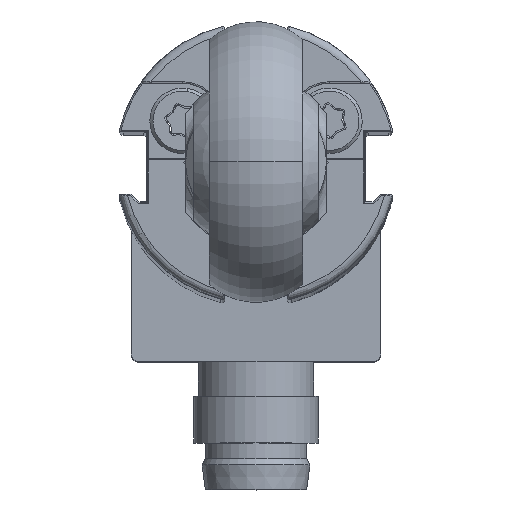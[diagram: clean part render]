
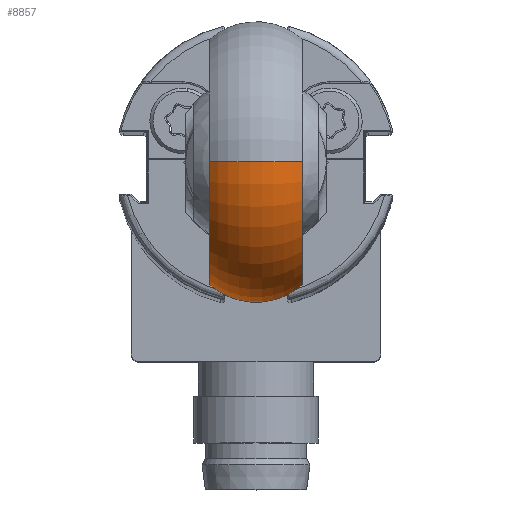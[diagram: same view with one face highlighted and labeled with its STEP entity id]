
A CAD part, top view. The second image highlights one B-rep face of the part: STEP entity #8857.
In plain terms, the highlighted toroidal (fillet/blend) face has major radius 4.5 mm and minor radius 4.5 mm.
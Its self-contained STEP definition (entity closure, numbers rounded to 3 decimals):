
#145 = DIRECTION ( 'NONE',  ( 1., 0., 0. ) ) ;
#154 = ORIENTED_EDGE ( 'NONE', *, *, #24671, .F. ) ;
#220 = CIRCLE ( 'NONE', #5320, 4.5 ) ;
#573 = CARTESIAN_POINT ( 'NONE',  ( 3., 0., 177.254 ) ) ;
#806 = AXIS2_PLACEMENT_3D ( 'NONE', #2790, #24832, #12883 ) ;
#2038 = DIRECTION ( 'NONE',  ( 0., 0., 1. ) ) ;
#2790 = CARTESIAN_POINT ( 'NONE',  ( 0., 0., 169.4 ) ) ;
#3173 = VERTEX_POINT ( 'NONE', #16198 ) ;
#3850 = CARTESIAN_POINT ( 'NONE',  ( -3., 0., 169.4 ) ) ;
#4713 = ORIENTED_EDGE ( 'NONE', *, *, #22040, .F. ) ;
#5316 = ORIENTED_EDGE ( 'NONE', *, *, #17644, .T. ) ;
#5320 = AXIS2_PLACEMENT_3D ( 'NONE', #21323, #9359, #23318 ) ;
#5844 = DIRECTION ( 'NONE',  ( 0., 0., -1. ) ) ;
#6110 = EDGE_CURVE ( 'NONE', #15244, #3173, #8995, .T. ) ;
#6547 = CARTESIAN_POINT ( 'NONE',  ( -3., 0., 177.254 ) ) ;
#8857 = ADVANCED_FACE ( 'NONE', ( #10471 ), #24488, .T. ) ;
#8995 = CIRCLE ( 'NONE', #22637, 7.854 ) ;
#9359 = DIRECTION ( 'NONE',  ( 0., 0.514, -0.858 ) ) ;
#10127 = CARTESIAN_POINT ( 'NONE',  ( -3., -6.737, 165.363 ) ) ;
#10471 = FACE_OUTER_BOUND ( 'NONE', #23476, .T. ) ;
#12094 = AXIS2_PLACEMENT_3D ( 'NONE', #26001, #14015, #2038 ) ;
#12180 = CARTESIAN_POINT ( 'NONE',  ( 3., 0., 169.4 ) ) ;
#12883 = DIRECTION ( 'NONE',  ( 0., 0., -1. ) ) ;
#14015 = DIRECTION ( 'NONE',  ( 0., 1., 0. ) ) ;
#14184 = DIRECTION ( 'NONE',  ( 0., 0., -1. ) ) ;
#15097 = VERTEX_POINT ( 'NONE', #10127 ) ;
#15244 = VERTEX_POINT ( 'NONE', #573 ) ;
#16198 = CARTESIAN_POINT ( 'NONE',  ( 3., -6.737, 165.363 ) ) ;
#17496 = AXIS2_PLACEMENT_3D ( 'NONE', #3850, #17825, #5844 ) ;
#17644 = EDGE_CURVE ( 'NONE', #21708, #15097, #23900, .T. ) ;
#17825 = DIRECTION ( 'NONE',  ( 1., 0., 0. ) ) ;
#18540 = ORIENTED_EDGE ( 'NONE', *, *, #6110, .F. ) ;
#18852 = CIRCLE ( 'NONE', #12094, 4.5 ) ;
#21323 = CARTESIAN_POINT ( 'NONE',  ( 0., -3.86, 167.087 ) ) ;
#21708 = VERTEX_POINT ( 'NONE', #6547 ) ;
#22040 = EDGE_CURVE ( 'NONE', #21708, #15244, #18852, .T. ) ;
#22637 = AXIS2_PLACEMENT_3D ( 'NONE', #12180, #145, #14184 ) ;
#23318 = DIRECTION ( 'NONE',  ( 0., 0.858, 0.514 ) ) ;
#23476 = EDGE_LOOP ( 'NONE', ( #4713, #5316, #154, #18540 ) ) ;
#23900 = CIRCLE ( 'NONE', #17496, 7.854 ) ;
#24488 = TOROIDAL_SURFACE ( 'NONE', #806, 4.5, 4.5 ) ;
#24671 = EDGE_CURVE ( 'NONE', #3173, #15097, #220, .T. ) ;
#24832 = DIRECTION ( 'NONE',  ( 1., 0., 0. ) ) ;
#26001 = CARTESIAN_POINT ( 'NONE',  ( 0., 0., 173.9 ) ) ;
